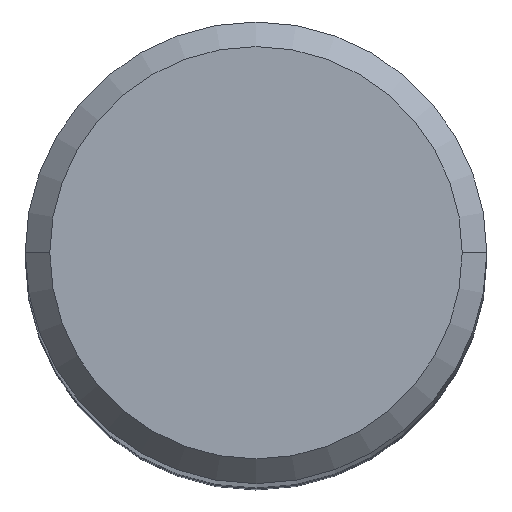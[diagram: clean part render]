
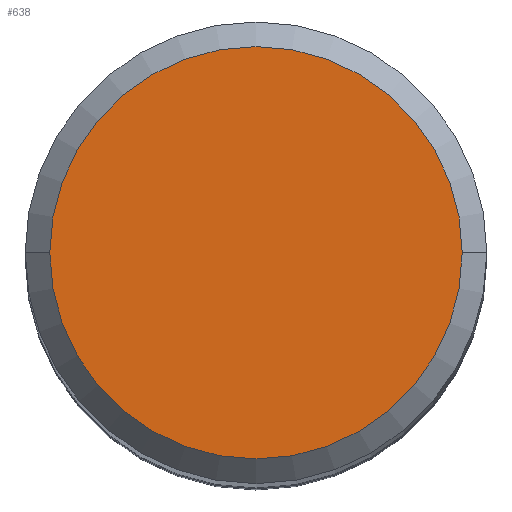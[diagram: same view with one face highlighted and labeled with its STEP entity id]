
A CAD part, top view. The second image highlights one B-rep face of the part: STEP entity #638.
In plain terms, the highlighted planar face has unit normal (0, 0, 1).
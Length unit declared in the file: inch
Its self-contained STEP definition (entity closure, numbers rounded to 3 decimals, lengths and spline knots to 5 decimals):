
#95 = DIRECTION ( 'NONE',  ( -1., 0., 0. ) ) ;
#97 = CIRCLE ( 'NONE', #406, 0.1675 ) ;
#159 = FACE_OUTER_BOUND ( 'NONE', #694, .T. ) ;
#182 = AXIS2_PLACEMENT_3D ( 'NONE', #233, #551, #95 ) ;
#230 = EDGE_CURVE ( 'NONE', #758, #756, #369, .T. ) ;
#233 = CARTESIAN_POINT ( 'NONE',  ( 0., 0.1675, 0. ) ) ;
#241 = CARTESIAN_POINT ( 'NONE',  ( 0., 0., 0. ) ) ;
#257 = DIRECTION ( 'NONE',  ( 1., 0., 0. ) ) ;
#271 = AXIS2_PLACEMENT_3D ( 'NONE', #241, #552, #425 ) ;
#317 = CARTESIAN_POINT ( 'NONE',  ( -0.1675, 0., 0. ) ) ;
#322 = CARTESIAN_POINT ( 'NONE',  ( 0., 0., 0. ) ) ;
#369 = CIRCLE ( 'NONE', #271, 0.1675 ) ;
#406 = AXIS2_PLACEMENT_3D ( 'NONE', #322, #698, #257 ) ;
#425 = DIRECTION ( 'NONE',  ( 1., 0., 0. ) ) ;
#426 = ORIENTED_EDGE ( 'NONE', *, *, #230, .T. ) ;
#458 = EDGE_CURVE ( 'NONE', #756, #758, #97, .T. ) ;
#551 = DIRECTION ( 'NONE',  ( 0., 0., -1. ) ) ;
#552 = DIRECTION ( 'NONE',  ( 0., 0., 1. ) ) ;
#607 = PLANE ( 'NONE',  #182 ) ;
#638 = ADVANCED_FACE ( 'NONE', ( #159 ), #607, .F. ) ;
#692 = CARTESIAN_POINT ( 'NONE',  ( 0.1675, 0., 0. ) ) ;
#694 = EDGE_LOOP ( 'NONE', ( #426, #730 ) ) ;
#698 = DIRECTION ( 'NONE',  ( 0., 0., 1. ) ) ;
#730 = ORIENTED_EDGE ( 'NONE', *, *, #458, .T. ) ;
#756 = VERTEX_POINT ( 'NONE', #692 ) ;
#758 = VERTEX_POINT ( 'NONE', #317 ) ;
